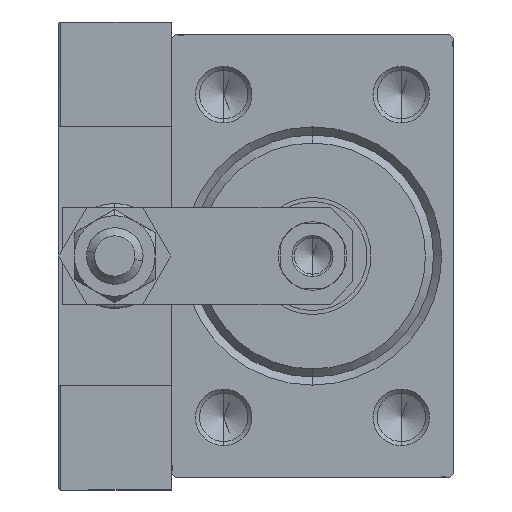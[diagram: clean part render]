
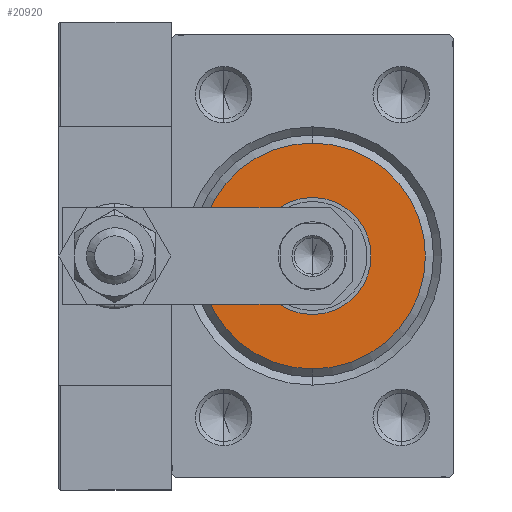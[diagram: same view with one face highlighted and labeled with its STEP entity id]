
A CAD part, left-side view. The second image highlights one B-rep face of the part: STEP entity #20920.
In plain terms, the highlighted face is planar.
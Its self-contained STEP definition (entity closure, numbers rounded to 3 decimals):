
#3183 = VERTEX_POINT ( 'NONE', #32131 ) ;
#4045 = VERTEX_POINT ( 'NONE', #34563 ) ;
#4809 = EDGE_CURVE ( 'NONE', #3183, #10267, #33342, .T. ) ;
#4996 = ORIENTED_EDGE ( 'NONE', *, *, #4809, .T. ) ;
#7393 = FACE_OUTER_BOUND ( 'NONE', #21448, .T. ) ;
#10267 = VERTEX_POINT ( 'NONE', #21251 ) ;
#11960 = DIRECTION ( 'NONE',  ( 1., 0., 0. ) ) ;
#12992 = ORIENTED_EDGE ( 'NONE', *, *, #13378, .F. ) ;
#13378 = EDGE_CURVE ( 'NONE', #39087, #4045, #33555, .T. ) ;
#14050 = EDGE_LOOP ( 'NONE', ( #36274, #12992 ) ) ;
#14872 = CARTESIAN_POINT ( 'NONE',  ( 3., 0., 0. ) ) ;
#18792 = EDGE_CURVE ( 'NONE', #4045, #39087, #43880, .T. ) ;
#20920 = ADVANCED_FACE ( 'NONE', ( #7393, #51324 ), #47398, .T. ) ;
#21251 = CARTESIAN_POINT ( 'NONE',  ( 3., 0., 14. ) ) ;
#21448 = EDGE_LOOP ( 'NONE', ( #50296, #4996 ) ) ;
#21455 = DIRECTION ( 'NONE',  ( 1., 0., 0. ) ) ;
#22236 = AXIS2_PLACEMENT_3D ( 'NONE', #14872, #31065, #30801 ) ;
#24986 = AXIS2_PLACEMENT_3D ( 'NONE', #31555, #11960, #34946 ) ;
#27109 = CARTESIAN_POINT ( 'NONE',  ( 3., 0., 0. ) ) ;
#28027 = CARTESIAN_POINT ( 'NONE',  ( 3., 0., 0. ) ) ;
#30801 = DIRECTION ( 'NONE',  ( 0., 0., -1. ) ) ;
#31065 = DIRECTION ( 'NONE',  ( 1., 0., 0. ) ) ;
#31490 = EDGE_CURVE ( 'NONE', #10267, #3183, #45596, .T. ) ;
#31555 = CARTESIAN_POINT ( 'NONE',  ( 3., 0., 0. ) ) ;
#32131 = CARTESIAN_POINT ( 'NONE',  ( 3., 0., -14. ) ) ;
#32516 = CARTESIAN_POINT ( 'NONE',  ( 3., 0., 0. ) ) ;
#33020 = AXIS2_PLACEMENT_3D ( 'NONE', #32516, #21455, #48494 ) ;
#33342 = CIRCLE ( 'NONE', #24986, 14. ) ;
#33353 = CARTESIAN_POINT ( 'NONE',  ( 3., 0., 7.25 ) ) ;
#33555 = CIRCLE ( 'NONE', #34377, 7.25 ) ;
#34377 = AXIS2_PLACEMENT_3D ( 'NONE', #27109, #51181, #48043 ) ;
#34563 = CARTESIAN_POINT ( 'NONE',  ( 3., 0., -7.25 ) ) ;
#34946 = DIRECTION ( 'NONE',  ( 0., 0., -1. ) ) ;
#35878 = DIRECTION ( 'NONE',  ( 0., 0., -1. ) ) ;
#36274 = ORIENTED_EDGE ( 'NONE', *, *, #18792, .F. ) ;
#39087 = VERTEX_POINT ( 'NONE', #33353 ) ;
#43671 = AXIS2_PLACEMENT_3D ( 'NONE', #28027, #43985, #35878 ) ;
#43880 = CIRCLE ( 'NONE', #33020, 7.25 ) ;
#43985 = DIRECTION ( 'NONE',  ( 1., 0., 0. ) ) ;
#45596 = CIRCLE ( 'NONE', #22236, 14. ) ;
#47398 = PLANE ( 'NONE',  #43671 ) ;
#48043 = DIRECTION ( 'NONE',  ( 0., 0., -1. ) ) ;
#48494 = DIRECTION ( 'NONE',  ( 0., 0., -1. ) ) ;
#50296 = ORIENTED_EDGE ( 'NONE', *, *, #31490, .T. ) ;
#51181 = DIRECTION ( 'NONE',  ( 1., 0., 0. ) ) ;
#51324 = FACE_BOUND ( 'NONE', #14050, .T. ) ;
